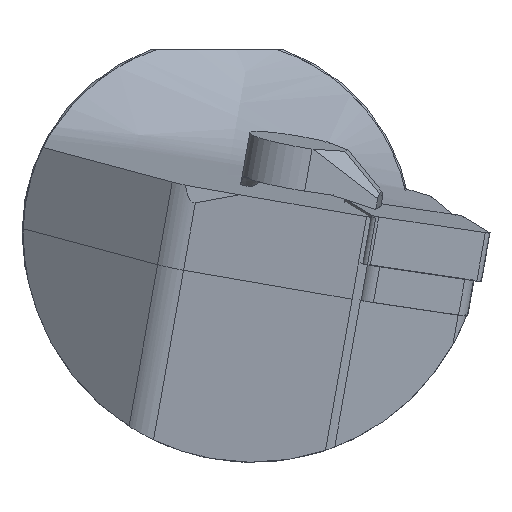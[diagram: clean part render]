
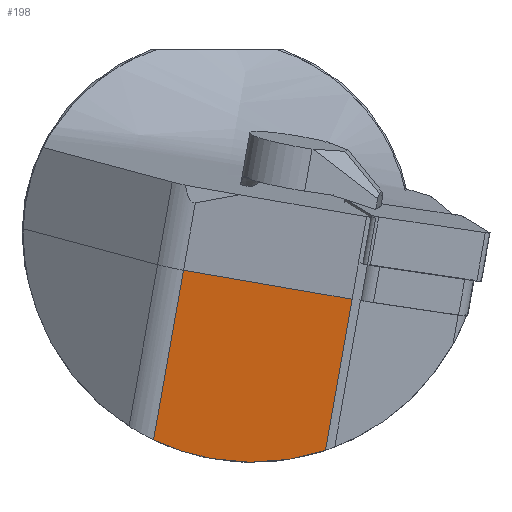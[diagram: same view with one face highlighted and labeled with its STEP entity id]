
A CAD part, left-side view. The second image highlights one B-rep face of the part: STEP entity #198.
In plain terms, the highlighted planar face has unit normal (-0.994, -0.02, -0.11).
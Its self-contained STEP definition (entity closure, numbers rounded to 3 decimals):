
#184=ELLIPSE('',#1250,29.584,29.4);
#198=ADVANCED_FACE('',(#298),#259,.T.);
#259=PLANE('',#1258);
#298=FACE_OUTER_BOUND('',#360,.T.);
#360=EDGE_LOOP('',(#626,#627,#628,#629));
#427=LINE('',#1734,#513);
#430=LINE('',#1742,#516);
#431=LINE('',#1744,#517);
#513=VECTOR('',#1392,1.);
#516=VECTOR('',#1401,1.);
#517=VECTOR('',#1402,1.);
#626=ORIENTED_EDGE('',*,*,#1062,.F.);
#627=ORIENTED_EDGE('',*,*,#1063,.T.);
#628=ORIENTED_EDGE('',*,*,#1058,.T.);
#629=ORIENTED_EDGE('',*,*,#1050,.F.);
#940=VERTEX_POINT('',#1710);
#941=VERTEX_POINT('',#1712);
#946=VERTEX_POINT('',#1735);
#948=VERTEX_POINT('',#1743);
#1050=EDGE_CURVE('',#940,#941,#184,.T.);
#1058=EDGE_CURVE('',#946,#941,#427,.T.);
#1062=EDGE_CURVE('',#948,#940,#430,.T.);
#1063=EDGE_CURVE('',#948,#946,#431,.T.);
#1250=AXIS2_PLACEMENT_3D('',#1711,#1379,#1380);
#1258=AXIS2_PLACEMENT_3D('',#1745,#1403,#1404);
#1379=DIRECTION('',(0.994,0.02,0.11));
#1380=DIRECTION('',(-0.111,0.178,0.978));
#1392=DIRECTION('',(0.105,0.173,-0.979));
#1401=DIRECTION('',(0.105,0.173,-0.979));
#1402=DIRECTION('',(-0.038,0.985,0.17));
#1403=DIRECTION('',(-0.994,-0.02,-0.11));
#1404=DIRECTION('',(-0.11,0.,0.994));
#1710=CARTESIAN_POINT('',(-223.654,5.782,-29.485));
#1711=CARTESIAN_POINT('',(-226.915,15.133,-1.612));
#1712=CARTESIAN_POINT('',(-224.245,27.814,-28.136));
#1734=CARTESIAN_POINT('',(-279.932,-64.189,493.636));
#1735=CARTESIAN_POINT('',(-226.567,23.978,-6.383));
#1742=CARTESIAN_POINT('',(-279.087,-85.802,489.916));
#1743=CARTESIAN_POINT('',(-225.722,2.365,-10.104));
#1744=CARTESIAN_POINT('',(-226.567,23.978,-6.383));
#1745=CARTESIAN_POINT('',(-279.932,-64.189,493.636));
